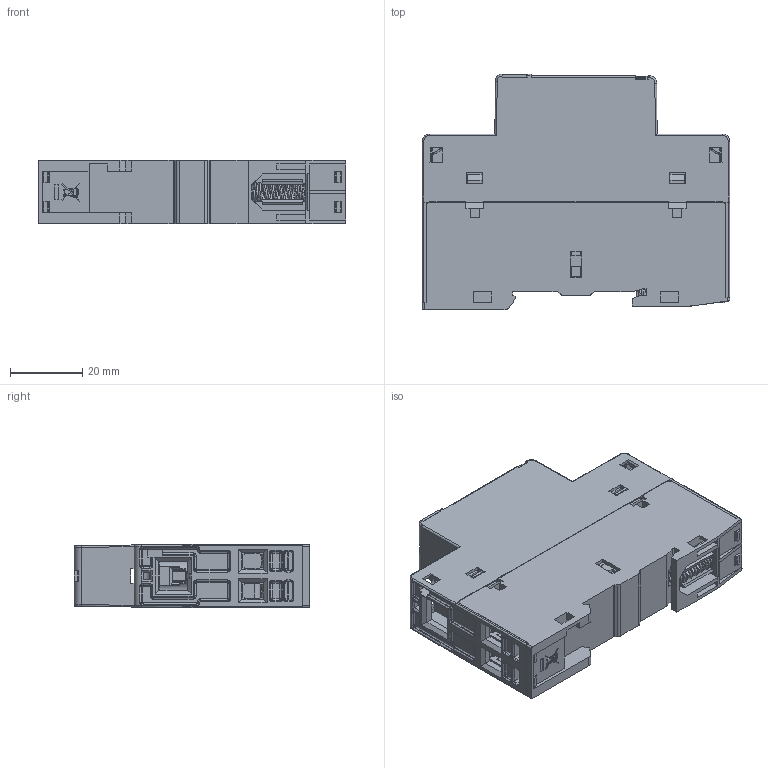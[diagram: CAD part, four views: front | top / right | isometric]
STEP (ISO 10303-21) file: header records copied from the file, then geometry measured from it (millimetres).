
FILE_DESCRIPTION((''),'2;1');
FILE_NAME('002464000_RD_20-10-230V_AC-DC_ASM','2021-08-10T',('marketing.praksa'),('Audax d.o.o.'),'CREO PARAMETRIC BY PTC INC, 2017480','CREO PARAMETRIC BY PTC INC, 2017480','');
FILE_SCHEMA(('AUTOMOTIVE_DESIGN { 1 0 10303 214 1 1 1 1 }'));
Products named in the file (28): 37425043_184_1_1; 38552437-PLOCEVINA_39_1_1_1; 38552436-ZICA_17_1_1_1; 38552437_ASM_45_ASM_1_1_ASM_1_ASM; 38552438-PLOCEVINA_21_1_1_1; 38552436-ZICA_17_1_1; 38552438_ASM_26_ASM_1_1_ASM_1_ASM; 37425049_46_1_1; 38552436_ASM_51_ASM_1_1; 38423008-W-11-VKLOP_ASM_72_ASM__ASM; 37425083_97_1_1; 37551781_42_1_1_1; 631003550_5_1_1; 37300798_13_1_1_1; 37424428_25_1_1_1; 37425053_13_1_1_1; 631003660_11_1_1_1; 37300799_14_1_1_1; 38552441_ASM_16_ASM_1_1_ASM_1_ASM; 37200736_13_1_1_1; 38552442_ASM_15_ASM_1_1_ASM_1_ASM; PRT9543_1_1; PRT9543_1_2; PRT9543_1_3; PRT9543_1_ASM; IK20-R_ASM_1_ASM; 002464032_R_20-10-R-230V_AC_ASM; 002464000_RD_20-10-230V_AC-DC_ASM
Assembly tree (36 placements, depth 5):
  002464000_RD_20-10-230V_AC-DC_ASM
    002464032_R_20-10-R-230V_AC_ASM
      IK20-R_ASM_1_ASM
        37425043_184_1_1
        38552437_ASM_45_ASM_1_1_ASM_1_ASM  x2
          38552437-PLOCEVINA_39_1_1_1
          38552436-ZICA_17_1_1_1
        38552438_ASM_26_ASM_1_1_ASM_1_ASM  x2
          38552438-PLOCEVINA_21_1_1_1
          38552436-ZICA_17_1_1
        38423008-W-11-VKLOP_ASM_72_ASM__ASM
          37425049_46_1_1
          38552436_ASM_51_ASM_1_1  x2
        37425083_97_1_1
        37551781_42_1_1_1
        631003550_5_1_1  x2
        37300798_13_1_1_1  x2
        37424428_25_1_1_1
        37425053_13_1_1_1
        38552441_ASM_16_ASM_1_1_ASM_1_ASM  x4
          631003660_11_1_1_1
          37300799_14_1_1_1
        37200736_13_1_1_1
        38552442_ASM_15_ASM_1_1_ASM_1_ASM
          37551781_42_1_1_1
        PRT9543_1_ASM
          PRT9543_1_1
          PRT9543_1_2
          PRT9543_1_3
Bounding box: 85 x 65.2 x 17.5 mm (x, y, z)
Volume: 26270.4 mm3; surface area: 50191.8 mm2
Topology: 31 solids, 39 shells, 3486 faces, 9754 edges, 6292 vertices
Faces by surface type: plane 2422, cylinder 631, bspline 182, torus 162, cone 86, sphere 3
Entity records: 115982 total; most frequent: CARTESIAN_POINT 24157, ORIENTED_EDGE 15032, DIRECTION 13556, EDGE_CURVE 7519, VECTOR 5872, LINE 5872, VERTEX_POINT 4841, AXIS2_PLACEMENT_3D 3842
